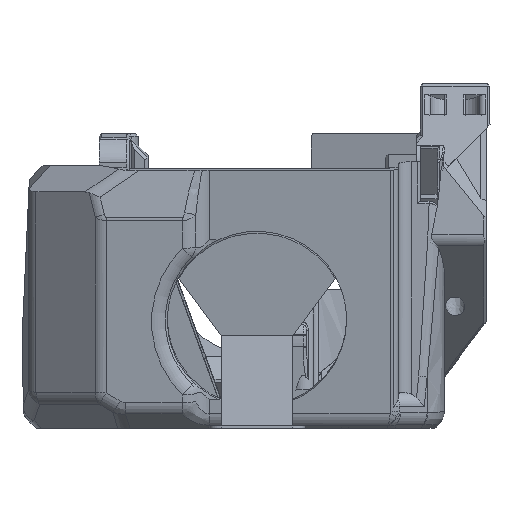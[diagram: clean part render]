
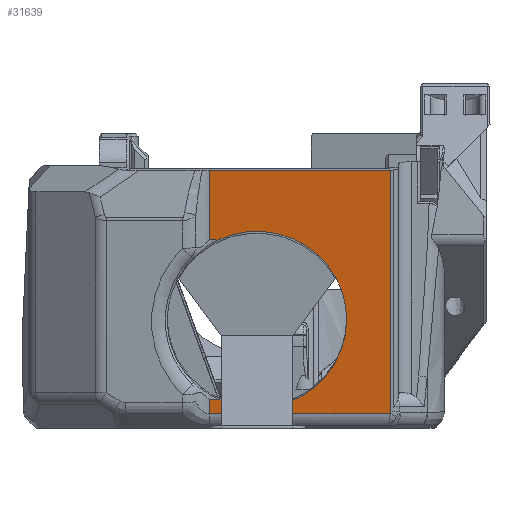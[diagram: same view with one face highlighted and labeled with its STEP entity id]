
A CAD part, left-side view. The second image highlights one B-rep face of the part: STEP entity #31639.
In plain terms, the highlighted planar face has unit normal (-0.985, 0, -0.174).
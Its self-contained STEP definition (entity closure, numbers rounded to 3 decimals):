
#1056=B_SPLINE_CURVE_WITH_KNOTS('',3,(#49670,#49671,#49672,#49673),
 .UNSPECIFIED.,.F.,.F.,(4,4),(0.,0.001),.UNSPECIFIED.);
#1063=B_SPLINE_CURVE_WITH_KNOTS('',3,(#49813,#49814,#49815,#49816),
 .UNSPECIFIED.,.F.,.F.,(4,4),(0.,0.001),.UNSPECIFIED.);
#1847=ELLIPSE('',#34083,1.92,1.);
#2288=CIRCLE('',#34084,14.);
#5678=ORIENTED_EDGE('',*,*,#14268,.T.);
#5679=ORIENTED_EDGE('',*,*,#14330,.T.);
#5680=ORIENTED_EDGE('',*,*,#14328,.F.);
#5681=ORIENTED_EDGE('',*,*,#14331,.F.);
#5682=ORIENTED_EDGE('',*,*,#14332,.T.);
#5683=ORIENTED_EDGE('',*,*,#14333,.T.);
#5684=ORIENTED_EDGE('',*,*,#14334,.T.);
#5685=ORIENTED_EDGE('',*,*,#14271,.T.);
#5686=ORIENTED_EDGE('',*,*,#14269,.T.);
#14268=EDGE_CURVE('',#18578,#18650,#21462,.T.);
#14269=EDGE_CURVE('',#18651,#18578,#21463,.F.);
#14271=EDGE_CURVE('',#18652,#18651,#1056,.T.);
#14328=EDGE_CURVE('',#18690,#18691,#21506,.F.);
#14330=EDGE_CURVE('',#18650,#18691,#1847,.F.);
#14331=EDGE_CURVE('',#18692,#18690,#21507,.T.);
#14332=EDGE_CURVE('',#18692,#18693,#21508,.F.);
#14333=EDGE_CURVE('',#18693,#18694,#1063,.F.);
#14334=EDGE_CURVE('',#18694,#18652,#2288,.T.);
#18578=VERTEX_POINT('',#49380);
#18650=VERTEX_POINT('',#49637);
#18651=VERTEX_POINT('',#49641);
#18652=VERTEX_POINT('',#49674);
#18690=VERTEX_POINT('',#49803);
#18691=VERTEX_POINT('',#49805);
#18692=VERTEX_POINT('',#49810);
#18693=VERTEX_POINT('',#49812);
#18694=VERTEX_POINT('',#49817);
#21462=LINE('',#49638,#24371);
#21463=LINE('',#49640,#24372);
#21506=LINE('',#49804,#24415);
#21507=LINE('',#49809,#24416);
#21508=LINE('',#49811,#24417);
#24371=VECTOR('',#38649,1000.);
#24372=VECTOR('',#38652,1000.);
#24415=VECTOR('',#38741,1000.);
#24416=VECTOR('',#38748,1000.);
#24417=VECTOR('',#38749,1000.);
#26654=EDGE_LOOP('',(#5678,#5679,#5680,#5681,#5682,#5683,#5684,#5685,#5686));
#28630=FACE_BOUND('',#26654,.T.);
#30371=PLANE('',#34082);
#31639=ADVANCED_FACE('',(#28630),#30371,.F.);
#34082=AXIS2_PLACEMENT_3D('',#49807,#38744,#38745);
#34083=AXIS2_PLACEMENT_3D('',#49808,#38746,#38747);
#34084=AXIS2_PLACEMENT_3D('',#49818,#38750,#38751);
#38649=DIRECTION('',(0.,-1.,0.));
#38652=DIRECTION('',(-0.174,0.,0.985));
#38741=DIRECTION('',(-0.174,0.,0.985));
#38744=DIRECTION('',(0.985,0.,0.174));
#38745=DIRECTION('',(-0.174,0.,0.985));
#38746=DIRECTION('',(0.985,0.,0.174));
#38747=DIRECTION('',(0.126,-0.686,-0.716));
#38748=DIRECTION('',(0.,-1.,0.));
#38749=DIRECTION('',(-0.174,0.,0.985));
#38750=DIRECTION('',(0.985,0.,0.174));
#38751=DIRECTION('',(-0.174,0.,0.985));
#49380=CARTESIAN_POINT('',(-27.864,12.27,2.262));
#49637=CARTESIAN_POINT('',(-27.864,-15.951,2.262));
#49638=CARTESIAN_POINT('',(-27.864,-14.655,2.262));
#49640=CARTESIAN_POINT('',(-31.185,12.27,21.099));
#49641=CARTESIAN_POINT('',(-28.255,12.27,4.482));
#49670=CARTESIAN_POINT('',(-28.27,10.952,4.562));
#49671=CARTESIAN_POINT('',(-28.27,11.393,4.564));
#49672=CARTESIAN_POINT('',(-28.265,11.833,4.537));
#49673=CARTESIAN_POINT('',(-28.255,12.27,4.482));
#49674=CARTESIAN_POINT('',(-28.27,10.952,4.562));
#49803=CARTESIAN_POINT('',(-34.572,-16.002,40.304));
#49804=CARTESIAN_POINT('',(-7.663,-16.002,-112.301));
#49805=CARTESIAN_POINT('',(-27.916,-16.002,2.558));
#49807=CARTESIAN_POINT('',(-31.185,24.853,21.099));
#49808=CARTESIAN_POINT('',(-28.071,-14.497,3.435));
#49809=CARTESIAN_POINT('',(-34.572,24.853,40.304));
#49810=CARTESIAN_POINT('',(-34.572,12.27,40.304));
#49811=CARTESIAN_POINT('',(-31.185,12.27,21.099));
#49812=CARTESIAN_POINT('',(-32.66,12.27,29.463));
#49813=CARTESIAN_POINT('',(-32.646,10.952,29.383));
#49814=CARTESIAN_POINT('',(-32.646,11.393,29.381));
#49815=CARTESIAN_POINT('',(-32.651,11.833,29.409));
#49816=CARTESIAN_POINT('',(-32.66,12.27,29.463));
#49817=CARTESIAN_POINT('',(-32.646,10.952,29.383));
#49818=CARTESIAN_POINT('',(-30.458,4.853,16.973));
